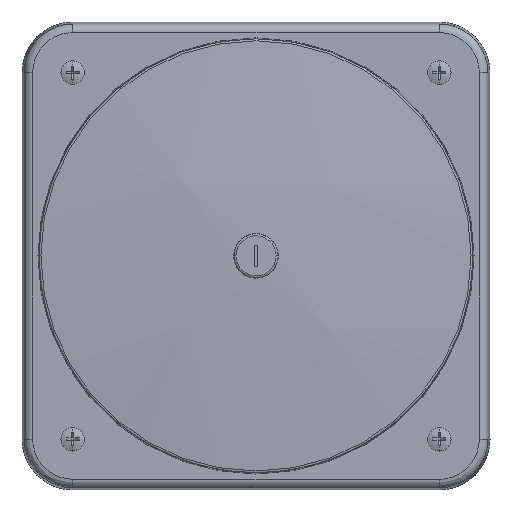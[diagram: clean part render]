
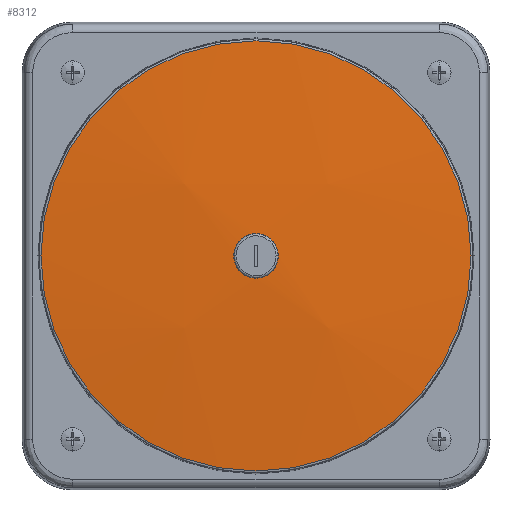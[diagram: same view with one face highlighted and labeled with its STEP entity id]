
A CAD part, top view. The second image highlights one B-rep face of the part: STEP entity #8312.
In plain terms, the highlighted free-form (B-spline) face has degree [3, 3] with [4, 4] control points.
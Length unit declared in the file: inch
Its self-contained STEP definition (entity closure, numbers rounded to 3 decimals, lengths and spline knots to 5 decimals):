
#74 = EDGE_CURVE ( 'NONE', #6647, #1615, #6326, .T. ) ;
#384 = EDGE_CURVE ( 'NONE', #13823, #1027, #16121, .T. ) ;
#794 = ORIENTED_EDGE ( 'NONE', *, *, #20801, .T. ) ;
#855 = CARTESIAN_POINT ( 'NONE',  ( 0.20478, 0., 2.68701 ) ) ;
#887 = DIRECTION ( 'NONE',  ( 0., 0., -1. ) ) ;
#961 = CARTESIAN_POINT ( 'NONE',  ( -0.66655, -2.00998, 2.62027 ) ) ;
#1027 = VERTEX_POINT ( 'NONE', #855 ) ;
#1615 = VERTEX_POINT ( 'NONE', #19277 ) ;
#2247 = CARTESIAN_POINT ( 'NONE',  ( 0., 0., 2.58987 ) ) ;
#2270 = EDGE_LOOP ( 'NONE', ( #20218, #794 ) ) ;
#2575 = CARTESIAN_POINT ( 'NONE',  ( -0.20478, 0., 2.68701 ) ) ;
#2801 = CARTESIAN_POINT ( 'NONE',  ( -1.99295, -2.00998, 2.48675 ) ) ;
#3588 = CARTESIAN_POINT ( 'NONE',  ( 0.67108, 0.67226, 2.75562 ) ) ;
#3854 = CARTESIAN_POINT ( 'NONE',  ( 1.97941, 0., 2.58987 ) ) ;
#4014 = EDGE_LOOP ( 'NONE', ( #11699, #14937 ) ) ;
#4123 = CIRCLE ( 'NONE', #16010, 1.97941 ) ;
#5222 = CARTESIAN_POINT ( 'NONE',  ( -2.00648, 0.67226, 2.6212 ) ) ;
#5293 = DIRECTION ( 'NONE',  ( -1., 0., 0. ) ) ;
#6104 = CARTESIAN_POINT ( 'NONE',  ( 2.00648, 0.67226, 2.6212 ) ) ;
#6205 = CARTESIAN_POINT ( 'NONE',  ( 1.99295, -2.00998, 2.48675 ) ) ;
#6268 =( BOUNDED_SURFACE ( )  B_SPLINE_SURFACE ( 3, 3, ( 
 ( #10710, #15195, #6865, #20226 ),
 ( #5222, #11903, #3588, #6104 ),
 ( #11233, #10911, #14221, #10810 ),
 ( #2801, #961, #7839, #6205 ) ),
 .UNSPECIFIED., .F., .F., .F. ) 
 B_SPLINE_SURFACE_WITH_KNOTS ( ( 4, 4 ),
 ( 4, 4 ),
 ( 0., 1. ),
 ( 0., 1. ),
 .UNSPECIFIED. ) 
 GEOMETRIC_REPRESENTATION_ITEM ( )  RATIONAL_B_SPLINE_SURFACE ( (
 ( 1., 0.997, 0.997, 1.),
 ( 0.997, 0.993, 0.993, 0.997),
 ( 0.997, 0.993, 0.993, 0.997),
 ( 1., 0.997, 0.997, 1.) ) ) 
 REPRESENTATION_ITEM ( '' )  SURFACE ( )  );
#6326 = CIRCLE ( 'NONE', #9811, 1.97941 ) ;
#6647 = VERTEX_POINT ( 'NONE', #3854 ) ;
#6865 = CARTESIAN_POINT ( 'NONE',  ( 0.66655, 2.00998, 2.62027 ) ) ;
#6932 = CARTESIAN_POINT ( 'NONE',  ( 0., 0., 2.68701 ) ) ;
#7839 = CARTESIAN_POINT ( 'NONE',  ( 0.66655, -2.00998, 2.62027 ) ) ;
#8312 = ADVANCED_FACE ( 'NONE', ( #20685, #10588 ), #6268, .T. ) ;
#9338 = CIRCLE ( 'NONE', #21598, 0.20478 ) ;
#9811 = AXIS2_PLACEMENT_3D ( 'NONE', #12228, #16466, #14835 ) ;
#10588 = FACE_BOUND ( 'NONE', #2270, .T. ) ;
#10710 = CARTESIAN_POINT ( 'NONE',  ( -1.99295, 2.00998, 2.48675 ) ) ;
#10810 = CARTESIAN_POINT ( 'NONE',  ( 2.00648, -0.67226, 2.6212 ) ) ;
#10911 = CARTESIAN_POINT ( 'NONE',  ( -0.67108, -0.67226, 2.75562 ) ) ;
#11233 = CARTESIAN_POINT ( 'NONE',  ( -2.00648, -0.67226, 2.6212 ) ) ;
#11699 = ORIENTED_EDGE ( 'NONE', *, *, #74, .F. ) ;
#11903 = CARTESIAN_POINT ( 'NONE',  ( -0.67108, 0.67226, 2.75562 ) ) ;
#12228 = CARTESIAN_POINT ( 'NONE',  ( 0., 0., 2.58987 ) ) ;
#12283 = AXIS2_PLACEMENT_3D ( 'NONE', #6932, #13623, #5293 ) ;
#12317 = DIRECTION ( 'NONE',  ( 0., 0., -1. ) ) ;
#13623 = DIRECTION ( 'NONE',  ( 0., 0., -1. ) ) ;
#13823 = VERTEX_POINT ( 'NONE', #2575 ) ;
#14221 = CARTESIAN_POINT ( 'NONE',  ( 0.67108, -0.67226, 2.75562 ) ) ;
#14835 = DIRECTION ( 'NONE',  ( 1., 0., 0. ) ) ;
#14937 = ORIENTED_EDGE ( 'NONE', *, *, #19973, .F. ) ;
#15195 = CARTESIAN_POINT ( 'NONE',  ( -0.66655, 2.00998, 2.62027 ) ) ;
#15698 = DIRECTION ( 'NONE',  ( 1., 0., 0. ) ) ;
#16010 = AXIS2_PLACEMENT_3D ( 'NONE', #2247, #12317, #15698 ) ;
#16121 = CIRCLE ( 'NONE', #12283, 0.20478 ) ;
#16466 = DIRECTION ( 'NONE',  ( 0., 0., -1. ) ) ;
#19156 = CARTESIAN_POINT ( 'NONE',  ( 0., 0., 2.68701 ) ) ;
#19277 = CARTESIAN_POINT ( 'NONE',  ( -1.97941, 0., 2.58987 ) ) ;
#19575 = DIRECTION ( 'NONE',  ( -1., 0., 0. ) ) ;
#19973 = EDGE_CURVE ( 'NONE', #1615, #6647, #4123, .T. ) ;
#20218 = ORIENTED_EDGE ( 'NONE', *, *, #384, .T. ) ;
#20226 = CARTESIAN_POINT ( 'NONE',  ( 1.99295, 2.00998, 2.48675 ) ) ;
#20685 = FACE_OUTER_BOUND ( 'NONE', #4014, .T. ) ;
#20801 = EDGE_CURVE ( 'NONE', #1027, #13823, #9338, .T. ) ;
#21598 = AXIS2_PLACEMENT_3D ( 'NONE', #19156, #887, #19575 ) ;
